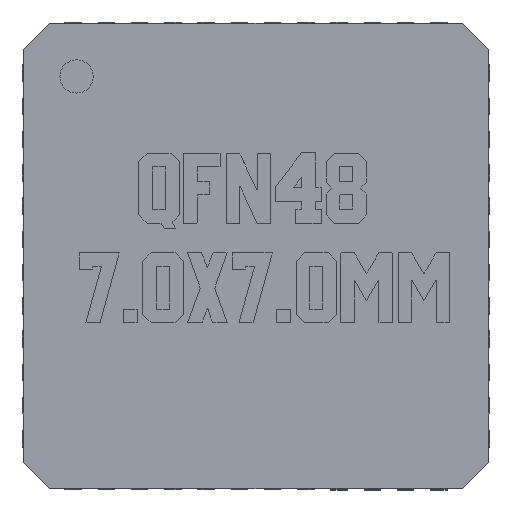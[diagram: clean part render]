
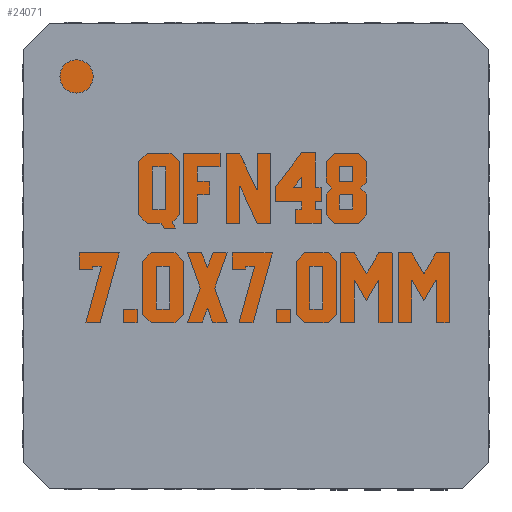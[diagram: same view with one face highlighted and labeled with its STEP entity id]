
A CAD part, top view. The second image highlights one B-rep face of the part: STEP entity #24071.
In plain terms, the highlighted planar face has unit normal (0, 0, 1).
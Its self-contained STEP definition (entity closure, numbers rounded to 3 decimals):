
#23757 = VERTEX_POINT('',#23758);
#23758 = CARTESIAN_POINT('',(-3.1,3.1,0.54));
#23765 = PLANE('',#23766);
#23766 = AXIS2_PLACEMENT_3D('',#23767,#23768,#23769);
#23767 = CARTESIAN_POINT('',(-3.1,3.1,0.5));
#23768 = DIRECTION('',(0.,1.,0.));
#23769 = DIRECTION('',(1.,0.,0.));
#23777 = PLANE('',#23778);
#23778 = AXIS2_PLACEMENT_3D('',#23779,#23780,#23781);
#23779 = CARTESIAN_POINT('',(-3.1,-3.1,0.5));
#23780 = DIRECTION('',(-1.,0.,0.));
#23781 = DIRECTION('',(0.,1.,0.));
#23789 = EDGE_CURVE('',#23757,#23790,#23792,.T.);
#23790 = VERTEX_POINT('',#23791);
#23791 = CARTESIAN_POINT('',(3.1,3.1,0.54));
#23792 = SURFACE_CURVE('',#23793,(#23797,#23804),.PCURVE_S1.);
#23793 = LINE('',#23794,#23795);
#23794 = CARTESIAN_POINT('',(-3.1,3.1,0.54));
#23795 = VECTOR('',#23796,1.);
#23796 = DIRECTION('',(1.,0.,0.));
#23797 = PCURVE('',#23765,#23798);
#23798 = DEFINITIONAL_REPRESENTATION('',(#23799),#23803);
#23799 = LINE('',#23800,#23801);
#23800 = CARTESIAN_POINT('',(0.,-0.04));
#23801 = VECTOR('',#23802,1.);
#23802 = DIRECTION('',(1.,0.));
#23803 = ( GEOMETRIC_REPRESENTATION_CONTEXT(2) 
PARAMETRIC_REPRESENTATION_CONTEXT() REPRESENTATION_CONTEXT('2D SPACE',''
  ) );
#23804 = PCURVE('',#23805,#23810);
#23805 = PLANE('',#23806);
#23806 = AXIS2_PLACEMENT_3D('',#23807,#23808,#23809);
#23807 = CARTESIAN_POINT('',(0.,0.,0.54)
  );
#23808 = DIRECTION('',(-0.,-0.,-1.));
#23809 = DIRECTION('',(-1.,0.,0.));
#23810 = DEFINITIONAL_REPRESENTATION('',(#23811),#23815);
#23811 = LINE('',#23812,#23813);
#23812 = CARTESIAN_POINT('',(3.1,3.1));
#23813 = VECTOR('',#23814,1.);
#23814 = DIRECTION('',(-1.,0.));
#23815 = ( GEOMETRIC_REPRESENTATION_CONTEXT(2) 
PARAMETRIC_REPRESENTATION_CONTEXT() REPRESENTATION_CONTEXT('2D SPACE',''
  ) );
#23833 = PLANE('',#23834);
#23834 = AXIS2_PLACEMENT_3D('',#23835,#23836,#23837);
#23835 = CARTESIAN_POINT('',(3.1,3.1,0.5));
#23836 = DIRECTION('',(1.,0.,0.));
#23837 = DIRECTION('',(0.,-1.,0.));
#23875 = EDGE_CURVE('',#23790,#23876,#23878,.T.);
#23876 = VERTEX_POINT('',#23877);
#23877 = CARTESIAN_POINT('',(3.1,-3.1,0.54));
#23878 = SURFACE_CURVE('',#23879,(#23883,#23890),.PCURVE_S1.);
#23879 = LINE('',#23880,#23881);
#23880 = CARTESIAN_POINT('',(3.1,3.1,0.54));
#23881 = VECTOR('',#23882,1.);
#23882 = DIRECTION('',(0.,-1.,0.));
#23883 = PCURVE('',#23833,#23884);
#23884 = DEFINITIONAL_REPRESENTATION('',(#23885),#23889);
#23885 = LINE('',#23886,#23887);
#23886 = CARTESIAN_POINT('',(0.,-0.04));
#23887 = VECTOR('',#23888,1.);
#23888 = DIRECTION('',(1.,0.));
#23889 = ( GEOMETRIC_REPRESENTATION_CONTEXT(2) 
PARAMETRIC_REPRESENTATION_CONTEXT() REPRESENTATION_CONTEXT('2D SPACE',''
  ) );
#23890 = PCURVE('',#23805,#23891);
#23891 = DEFINITIONAL_REPRESENTATION('',(#23892),#23896);
#23892 = LINE('',#23893,#23894);
#23893 = CARTESIAN_POINT('',(-3.1,3.1));
#23894 = VECTOR('',#23895,1.);
#23895 = DIRECTION('',(0.,-1.));
#23896 = ( GEOMETRIC_REPRESENTATION_CONTEXT(2) 
PARAMETRIC_REPRESENTATION_CONTEXT() REPRESENTATION_CONTEXT('2D SPACE',''
  ) );
#23914 = PLANE('',#23915);
#23915 = AXIS2_PLACEMENT_3D('',#23916,#23917,#23918);
#23916 = CARTESIAN_POINT('',(3.1,-3.1,0.5));
#23917 = DIRECTION('',(0.,-1.,0.));
#23918 = DIRECTION('',(-1.,0.,0.));
#23951 = EDGE_CURVE('',#23876,#23952,#23954,.T.);
#23952 = VERTEX_POINT('',#23953);
#23953 = CARTESIAN_POINT('',(-3.1,-3.1,0.54));
#23954 = SURFACE_CURVE('',#23955,(#23959,#23966),.PCURVE_S1.);
#23955 = LINE('',#23956,#23957);
#23956 = CARTESIAN_POINT('',(3.1,-3.1,0.54));
#23957 = VECTOR('',#23958,1.);
#23958 = DIRECTION('',(-1.,0.,0.));
#23959 = PCURVE('',#23914,#23960);
#23960 = DEFINITIONAL_REPRESENTATION('',(#23961),#23965);
#23961 = LINE('',#23962,#23963);
#23962 = CARTESIAN_POINT('',(0.,-0.04));
#23963 = VECTOR('',#23964,1.);
#23964 = DIRECTION('',(1.,0.));
#23965 = ( GEOMETRIC_REPRESENTATION_CONTEXT(2) 
PARAMETRIC_REPRESENTATION_CONTEXT() REPRESENTATION_CONTEXT('2D SPACE',''
  ) );
#23966 = PCURVE('',#23805,#23967);
#23967 = DEFINITIONAL_REPRESENTATION('',(#23968),#23972);
#23968 = LINE('',#23969,#23970);
#23969 = CARTESIAN_POINT('',(-3.1,-3.1));
#23970 = VECTOR('',#23971,1.);
#23971 = DIRECTION('',(1.,0.));
#23972 = ( GEOMETRIC_REPRESENTATION_CONTEXT(2) 
PARAMETRIC_REPRESENTATION_CONTEXT() REPRESENTATION_CONTEXT('2D SPACE',''
  ) );
#24022 = EDGE_CURVE('',#23952,#23757,#24023,.T.);
#24023 = SURFACE_CURVE('',#24024,(#24028,#24035),.PCURVE_S1.);
#24024 = LINE('',#24025,#24026);
#24025 = CARTESIAN_POINT('',(-3.1,-3.1,0.54));
#24026 = VECTOR('',#24027,1.);
#24027 = DIRECTION('',(0.,1.,0.));
#24028 = PCURVE('',#23777,#24029);
#24029 = DEFINITIONAL_REPRESENTATION('',(#24030),#24034);
#24030 = LINE('',#24031,#24032);
#24031 = CARTESIAN_POINT('',(0.,-0.04));
#24032 = VECTOR('',#24033,1.);
#24033 = DIRECTION('',(1.,0.));
#24034 = ( GEOMETRIC_REPRESENTATION_CONTEXT(2) 
PARAMETRIC_REPRESENTATION_CONTEXT() REPRESENTATION_CONTEXT('2D SPACE',''
  ) );
#24035 = PCURVE('',#23805,#24036);
#24036 = DEFINITIONAL_REPRESENTATION('',(#24037),#24041);
#24037 = LINE('',#24038,#24039);
#24038 = CARTESIAN_POINT('',(3.1,-3.1));
#24039 = VECTOR('',#24040,1.);
#24040 = DIRECTION('',(0.,1.));
#24041 = ( GEOMETRIC_REPRESENTATION_CONTEXT(2) 
PARAMETRIC_REPRESENTATION_CONTEXT() REPRESENTATION_CONTEXT('2D SPACE',''
  ) );
#24071 = ADVANCED_FACE('',(#24072),#23805,.F.);
#24072 = FACE_BOUND('',#24073,.F.);
#24073 = EDGE_LOOP('',(#24074,#24075,#24076,#24077));
#24074 = ORIENTED_EDGE('',*,*,#23789,.T.);
#24075 = ORIENTED_EDGE('',*,*,#23875,.T.);
#24076 = ORIENTED_EDGE('',*,*,#23951,.T.);
#24077 = ORIENTED_EDGE('',*,*,#24022,.T.);
